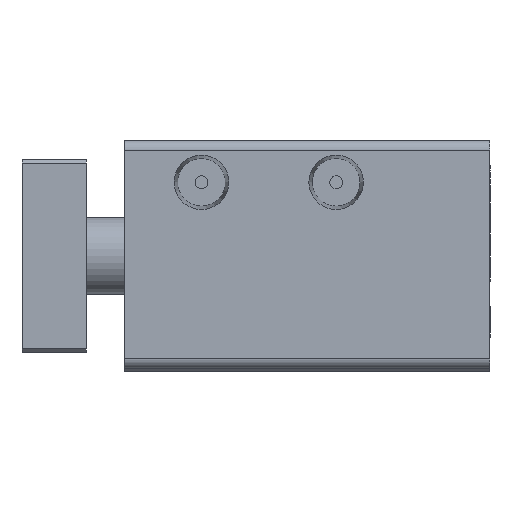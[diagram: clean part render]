
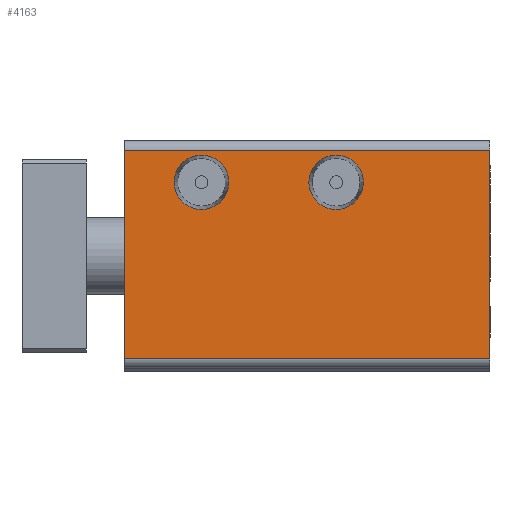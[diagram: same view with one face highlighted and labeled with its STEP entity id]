
A CAD part, front view. The second image highlights one B-rep face of the part: STEP entity #4163.
In plain terms, the highlighted planar face has unit normal (0, -1, 0).
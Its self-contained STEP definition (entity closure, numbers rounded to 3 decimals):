
#57=CARTESIAN_POINT('',(243.,-41.5,16.5));
#58=VERTEX_POINT('Vertex8',#57);
#66=CARTESIAN_POINT('',(243.,-41.5,-16.));
#67=VERTEX_POINT('Vertex10',#66);
#68=CARTESIAN_POINT('',(243.,-41.5,0.25));
#69=DIRECTION('',(0.,0.,-1.));
#70=VECTOR('',#69,1.);
#71=LINE('nurbsCrv9',#68,#70);
#72=EDGE_CURVE('Edge9',#58,#67,#71,.T.);
#821=CARTESIAN_POINT('',(186.,-41.5,16.5));
#822=VERTEX_POINT('Vertex93',#821);
#823=CARTESIAN_POINT('',(186.,-41.5,-16.)
);
#824=VERTEX_POINT('Vertex92',#823);
#825=CARTESIAN_POINT('',(186.,-41.5,0.25)
);
#826=DIRECTION('',(0.,0.,-1.));
#827=VECTOR('',#826,1.);
#828=LINE('nurbsCrv92',#825,#827);
#829=EDGE_CURVE('Edge92',#822,#824,#828,.T.);
#2564=CARTESIAN_POINT('',(214.75,-41.5,11.5)
);
#2565=VERTEX_POINT('Vertex225',#2564);
#2566=CARTESIAN_POINT('',(219.,-41.5,11.5)
);
#2567=DIRECTION('',(0.,1.,0.));
#2568=DIRECTION('',(-1.,0.,
0.));
#2569=AXIS2_PLACEMENT_3D('',#2566,#2567,#2568);
#2570=CIRCLE('nurbsCrv231',#2569,4.25);
#2571=EDGE_CURVE('Edge231',#2565,#2565,#2570,.T.);
#2641=CARTESIAN_POINT('',(193.75,-41.5,11.5)
);
#2642=VERTEX_POINT('Vertex229',#2641);
#2643=CARTESIAN_POINT('',(198.,-41.5,11.5)
);
#2644=DIRECTION('',(0.,1.,0.));
#2645=DIRECTION('',(-1.,0.,0.));
#2646=AXIS2_PLACEMENT_3D('',#2643,#2644,#2645);
#2647=CIRCLE('nurbsCrv235',#2646,4.25);
#2648=EDGE_CURVE('Edge235',#2642,#2642,#2647,.T.);
#2876=CARTESIAN_POINT('',(214.5,-41.5,-16.)
);
#2877=DIRECTION('',(-1.,0.,0.));
#2878=VECTOR('',#2877,1.);
#2879=LINE('nurbsCrv247',#2876,#2878);
#2880=EDGE_CURVE('Edge247',#67,#824,#2879,.T.);
#4141=ORIENTED_EDGE('Edgeuse627',*,*,#829,.T.);
#4142=ORIENTED_EDGE('Edgeuse628',*,*,#2880,.F.);
#4143=ORIENTED_EDGE('Edgeuse629',*,*,#72,.F.);
#4144=CARTESIAN_POINT('',(214.5,-41.5,16.5));
#4145=DIRECTION('',(-1.,0.,0.));
#4146=VECTOR('',#4145,1.);
#4147=LINE('nurbsCrv320',#4144,#4146);
#4148=EDGE_CURVE('Edge320',#58,#822,#4147,.T.);
#4149=ORIENTED_EDGE('Edgeuse630',*,*,#4148,.T.);
#4150=EDGE_LOOP('',(#4141,#4142,#4143,#4149));
#4151=FACE_OUTER_BOUND('',#4150,.T.);
#4152=ORIENTED_EDGE('Edgeuse625',*,*,#2571,.T.);
#4153=EDGE_LOOP('',(#4152));
#4154=FACE_BOUND('',#4153,.T.);
#4155=ORIENTED_EDGE('Edgeuse626',*,*,#2648,.T.);
#4156=EDGE_LOOP('',(#4155));
#4157=FACE_BOUND('',#4156,.T.);
#4158=CARTESIAN_POINT('',(214.5,-41.5,0.25)
);
#4159=DIRECTION('',(0.,-1.,0.));
#4160=DIRECTION('',(0.,0.,-1.));
#4161=AXIS2_PLACEMENT_3D('',#4158,#4159,#4160);
#4162=PLANE('nurbsSrf144',#4161);
#4163=ADVANCED_FACE('Face144',(#4151,#4154,#4157),#4162,.T.);
